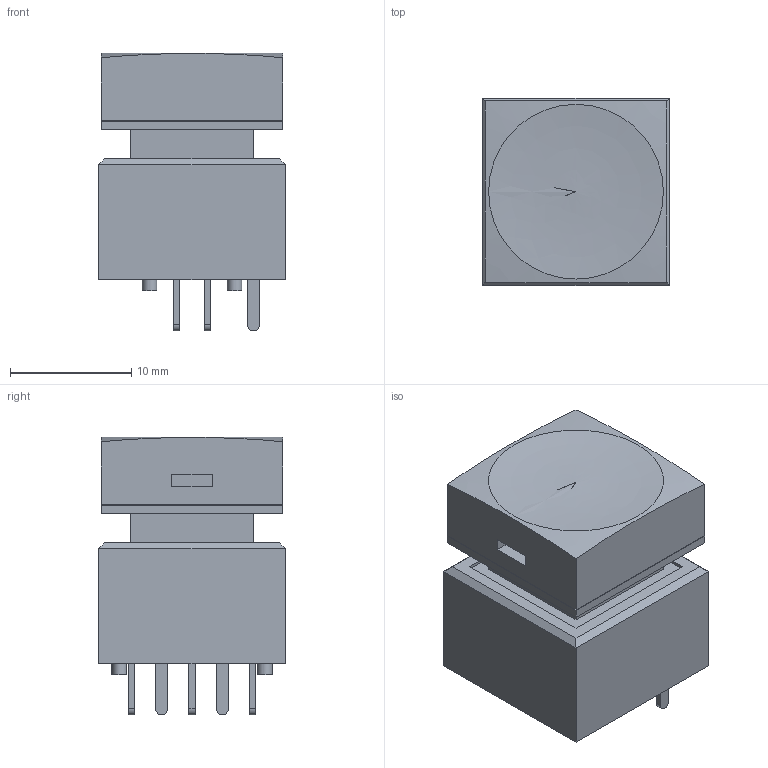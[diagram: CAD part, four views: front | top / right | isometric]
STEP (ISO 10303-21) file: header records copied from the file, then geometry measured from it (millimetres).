
FILE_DESCRIPTION((' '),'2;1');
FILE_NAME('ULP12xxP1xSSCL1RGB.stp','2017-07-28T13:30:20',(' '),(' '),' ','ACIS',' ');
FILE_SCHEMA(('CONFIG_CONTROL_DESIGN'));
Length unit declared in the file: inch
Products named in the file (3): ULP12xxP1xSSCL1RGB.stp; Body1; Body2
Assembly tree (2 placements, depth 2):
  ULP12xxP1xSSCL1RGB.stp
    Body1
    Body2
Bounding box: 15.4 x 15.4 x 22.9 mm (x, y, z)
Volume: 3148.2 mm3; surface area: 3229.7 mm2
Topology: 2 solids, 4 shells, 234 faces, 602 edges, 388 vertices
Faces by surface type: plane 217, cylinder 15, bspline 2
Full cylindrical faces by diameter (mm): 1.2 x4
Entity records: 7363 total; most frequent: CARTESIAN_POINT 1295, ORIENTED_EDGE 1188, DIRECTION 1098, EDGE_CURVE 594, VECTOR 554, LINE 554, VERTEX_POINT 386, AXIS2_PLACEMENT_3D 272
